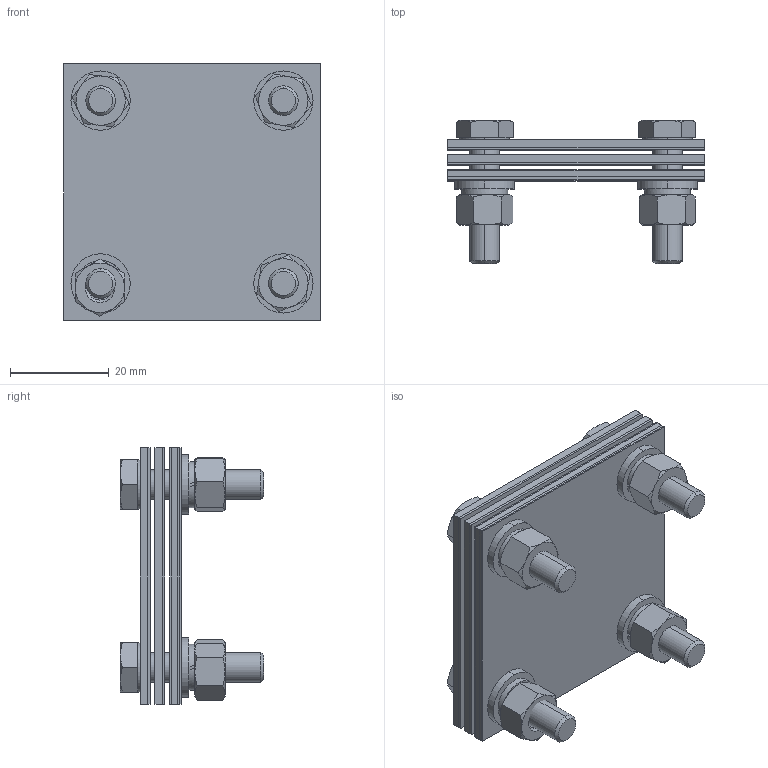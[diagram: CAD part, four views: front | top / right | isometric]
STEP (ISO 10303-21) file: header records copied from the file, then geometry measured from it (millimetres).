
FILE_DESCRIPTION (( 'STEP AP203' ), '1' );
FILE_NAME ('0112 Êðåñòîîáðàçíûé ñîåäèíèòåëü 4ÕÌ6õ25, òðè ïëàñòèíû.STEP', '2024-03-25T08:04:59', ( '' ), ( '' ), 'SwSTEP 2.0', 'SolidWorks 2022', '' );
FILE_SCHEMA (( 'CONFIG_CONTROL_DESIGN' ));
Length unit declared in the file: millimetre
Products named in the file (8): hex nut gradec_iso_ISO - 4034 - M6 - N; 0104.001-02 Пластина; 0104.001-01 Пластина; plain washer grade a_din_Washer DIN 125 - A 6.4; 0112 Крестообразный соединитель 4ХМ6х25, три пластины; hex screw gradeab_iso_ISO 4017 - M6 x 25-N; ГОСТ 6402-70_Шайба 6Л ГОСТ 6402-70; 0104.001 Пластина
Assembly tree (25 placements, depth 2):
  0112 Крестообразный соединитель 4ХМ6х25, три пластины
    0104.001 Пластина  x3
    hex nut gradec_iso_ISO - 4034 - M6 - N  x4
    hex screw gradeab_iso_ISO 4017 - M6 x 25-N  x4
    0104.001-01 Пластина  x3
    0104.001-02 Пластина  x3
    ГОСТ 6402-70_Шайба 6Л ГОСТ 6402-70  x4
    plain washer grade a_din_Washer DIN 125 - A 6.4  x4
Bounding box: 52 x 29 x 52 mm (x, y, z)
Volume: 48570.3 mm3; surface area: 57124.5 mm2
Topology: 25 solids, 25 shells, 410 faces, 924 edges, 568 vertices
Faces by surface type: plane 170, cylinder 136, cone 96, torus 8
Entity records: 4764 total; most frequent: CARTESIAN_POINT 751, DIRECTION 610, ORIENTED_EDGE 516, EDGE_CURVE 258, AXIS2_PLACEMENT_3D 251, VERTEX_POINT 160, EDGE_LOOP 142, FACE_OUTER_BOUND 113
